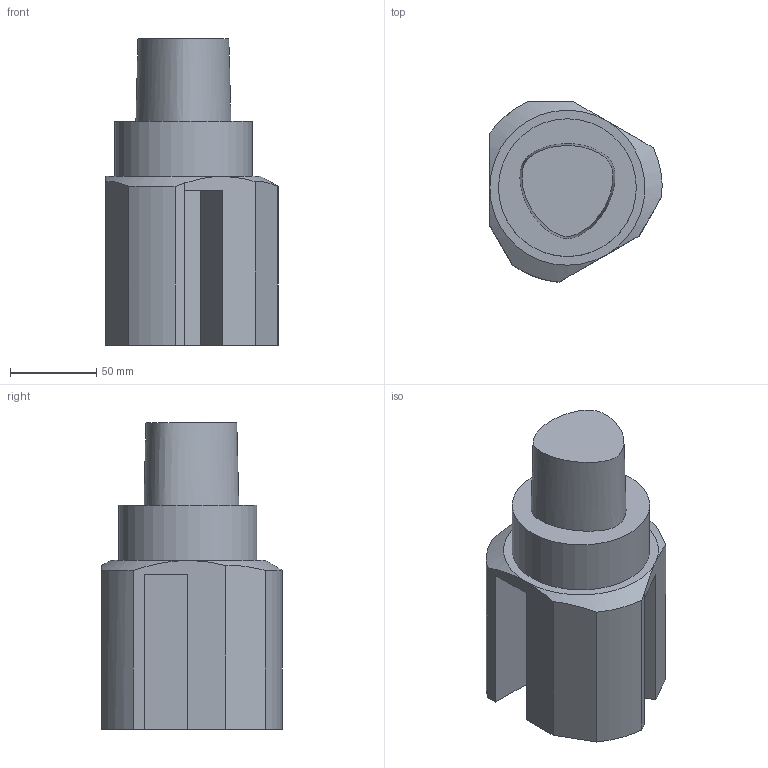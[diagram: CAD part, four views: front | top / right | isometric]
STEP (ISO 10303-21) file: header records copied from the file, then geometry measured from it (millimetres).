
FILE_DESCRIPTION((''),'1');
FILE_NAME('C8-180-3BH25L-130.stp','2017-05-03T06:07:24',(''),(''),'Spatial Interop R21 SP3','Kubotek KeyCreator 2011 V10.0.2 (22737)',' ');
FILE_SCHEMA(('automotive_design'));
Length unit declared in the file: millimetre
Products named in the file (1): 240[2]
Bounding box: 99.96 x 104.78 x 178 mm (x, y, z)
Volume: 878387.2 mm3; surface area: 76725.4 mm2
Topology: 1 solids, 1 shells, 29 faces, 77 edges, 50 vertices
Faces by surface type: plane 23, cylinder 4, bspline 1, cone 1
Full cylindrical faces by diameter (mm): 79.985 x1
Entity records: 2519 total; most frequent: CARTESIAN_POINT 1114, ORIENTED_EDGE 144, PRESENTATION_STYLE_ASSIGNMENT 132, COLOUR_RGB 132, DIRECTION 126, STYLED_ITEM 102, CURVE_STYLE 102, DRAUGHTING_PRE_DEFINED_CURVE_FONT 102
